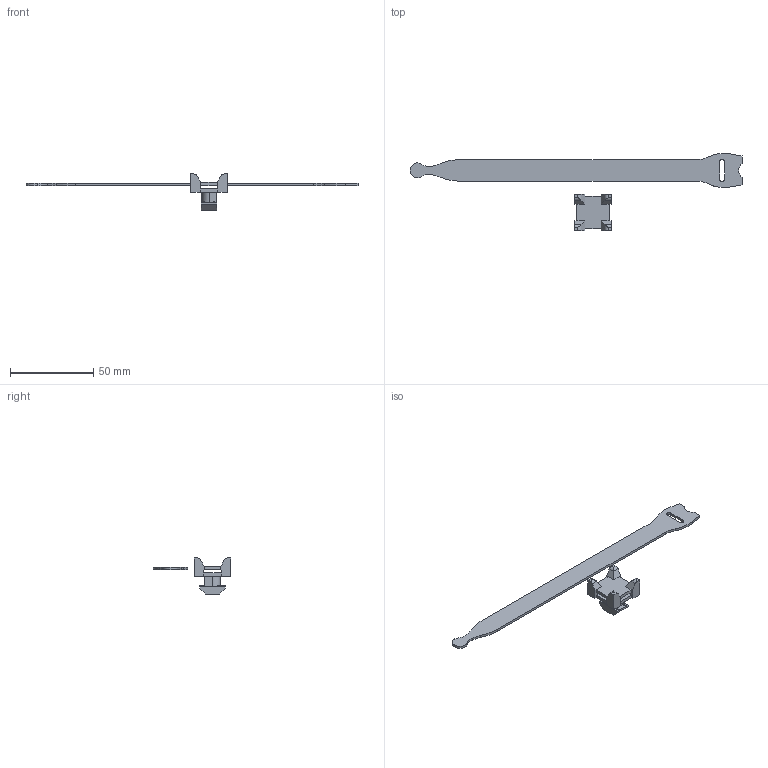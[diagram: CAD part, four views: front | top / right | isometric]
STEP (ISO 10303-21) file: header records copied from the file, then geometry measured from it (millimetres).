
FILE_DESCRIPTION (( 'STEP AP214' ), '1' );
FILE_NAME ('093249S03.STEP', '2015-05-18T11:37:52', ( 'Admin' ), ( 'Hewlett-Packard Company' ), 'SwSTEP 2.0', 'SolidWorks 2014', '' );
FILE_SCHEMA (( 'AUTOMOTIVE_DESIGN' ));
Length unit declared in the file: millimetre
Products named in the file (3): 340me8200kl_340ME13200KL; 093249_Standard; 093249S03
Assembly tree (2 placements, depth 2):
  093249S03
    093249_Standard
    340me8200kl_340ME13200KL
Bounding box: 199.98 x 46.68 x 21.7 mm (x, y, z)
Volume: 7241.9 mm3; surface area: 8615.8 mm2
Topology: 2 solids, 2 shells, 101 faces, 294 edges, 192 vertices
Faces by surface type: plane 73, cylinder 28
Entity records: 3440 total; most frequent: CARTESIAN_POINT 634, ORIENTED_EDGE 588, DIRECTION 544, EDGE_CURVE 294, VECTOR 236, LINE 236, VERTEX_POINT 192, AXIS2_PLACEMENT_3D 154
